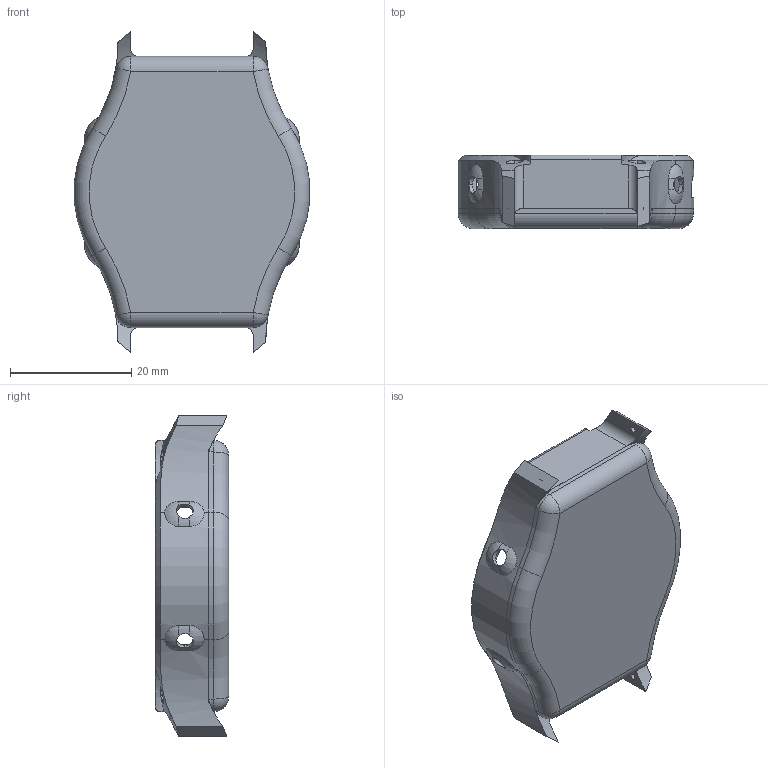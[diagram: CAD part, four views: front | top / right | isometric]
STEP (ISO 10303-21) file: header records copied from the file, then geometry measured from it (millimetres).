
FILE_DESCRIPTION (( 'STEP AP214' ), '1' );
FILE_NAME ('bottom.STEP', '2021-05-13T16:55:35', ( '' ), ( '' ), 'SwSTEP 2.0', 'SolidWorks 2020', '' );
FILE_SCHEMA (( 'AUTOMOTIVE_DESIGN' ));
Length unit declared in the file: millimetre
Products named in the file (1): bottom
Bounding box: 38.91 x 12.11 x 53 mm (x, y, z)
Volume: 3802.9 mm3; surface area: 7645.1 mm2
Topology: 2 solids, 2 shells, 296 faces, 795 edges, 515 vertices
Faces by surface type: cylinder 156, plane 78, torus 34, sphere 20, cone 8
Entity records: 10601 total; most frequent: CARTESIAN_POINT 3145, ORIENTED_EDGE 1590, DIRECTION 1552, EDGE_CURVE 795, AXIS2_PLACEMENT_3D 638, VERTEX_POINT 515, CIRCLE 341, EDGE_LOOP 328
